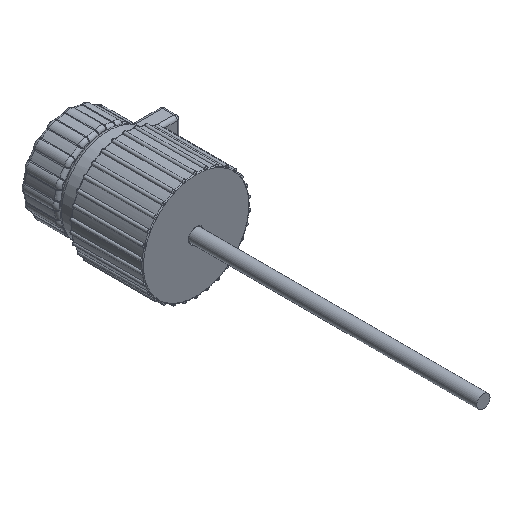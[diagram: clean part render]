
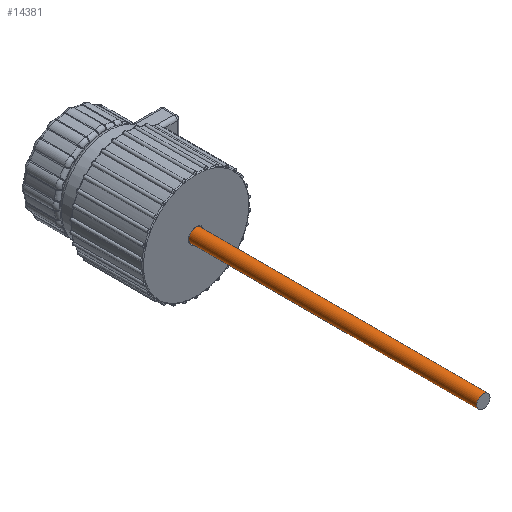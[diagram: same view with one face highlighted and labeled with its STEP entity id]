
A CAD part, isometric view. The second image highlights one B-rep face of the part: STEP entity #14381.
In plain terms, the highlighted cylindrical face has radius 2 mm (diameter 4 mm), a full revolution.
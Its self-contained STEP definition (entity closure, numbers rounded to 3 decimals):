
#2158=FACE_OUTER_BOUND('',#3102,.T.);
#3102=EDGE_LOOP('',(#12214,#12215,#12216,#12217));
#3788=LINE('',#43015,#4343);
#4343=VECTOR('',#18812,2.);
#4894=CIRCLE('',#15707,2.);
#4895=CIRCLE('',#15709,2.);
#6214=VERTEX_POINT('',#43010);
#6215=VERTEX_POINT('',#43013);
#8256=EDGE_CURVE('',#6214,#6214,#4894,.T.);
#8257=EDGE_CURVE('',#6215,#6215,#4895,.T.);
#8258=EDGE_CURVE('',#6215,#6214,#3788,.T.);
#12214=ORIENTED_EDGE('',*,*,#8257,.F.);
#12215=ORIENTED_EDGE('',*,*,#8258,.T.);
#12216=ORIENTED_EDGE('',*,*,#8256,.T.);
#12217=ORIENTED_EDGE('',*,*,#8258,.F.);
#13614=CYLINDRICAL_SURFACE('',#15708,2.);
#14381=ADVANCED_FACE('',(#2158),#13614,.T.);
#15707=AXIS2_PLACEMENT_3D('',#43011,#18806,#18807);
#15708=AXIS2_PLACEMENT_3D('',#43012,#18808,#18809);
#15709=AXIS2_PLACEMENT_3D('',#43014,#18810,#18811);
#18806=DIRECTION('center_axis',(0.,1.,0.));
#18807=DIRECTION('ref_axis',(1.,0.,0.));
#18808=DIRECTION('center_axis',(0.,1.,0.));
#18809=DIRECTION('ref_axis',(-1.,0.,0.));
#18810=DIRECTION('center_axis',(0.,1.,0.));
#18811=DIRECTION('ref_axis',(1.,0.,0.));
#18812=DIRECTION('',(0.,-1.,0.));
#43010=CARTESIAN_POINT('',(2.,-95.374,0.));
#43011=CARTESIAN_POINT('Origin',(0.,-95.374,0.));
#43012=CARTESIAN_POINT('Origin',(0.,-45.374,0.));
#43013=CARTESIAN_POINT('',(2.,4.626,0.));
#43014=CARTESIAN_POINT('Origin',(0.,4.626,0.));
#43015=CARTESIAN_POINT('',(2.,-45.374,0.));
